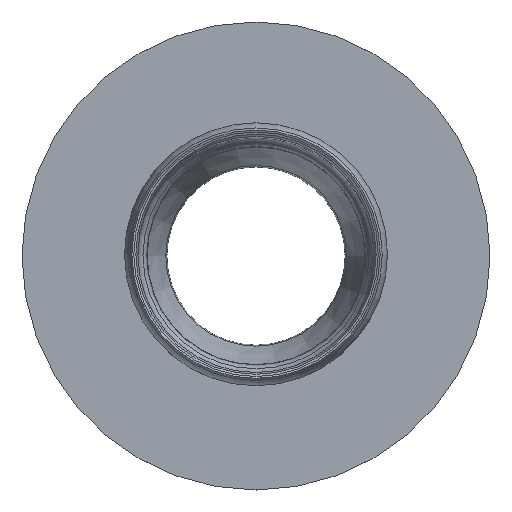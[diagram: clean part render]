
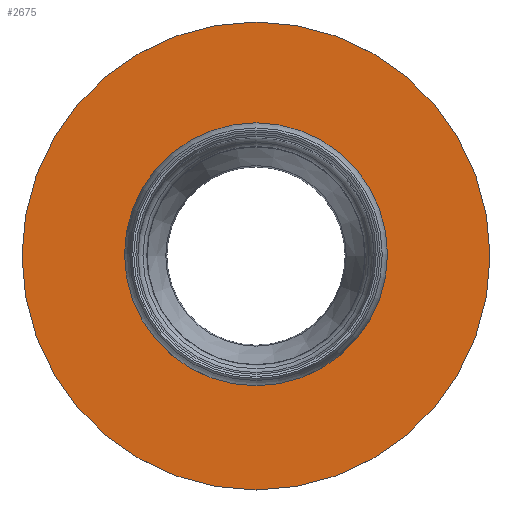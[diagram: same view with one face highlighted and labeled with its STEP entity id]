
A CAD part, top view. The second image highlights one B-rep face of the part: STEP entity #2675.
In plain terms, the highlighted planar face has unit normal (0, 0, 1).
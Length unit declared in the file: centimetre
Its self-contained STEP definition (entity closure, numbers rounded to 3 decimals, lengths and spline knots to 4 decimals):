
#533=FACE_BOUND('',#809,.T.);
#610=FACE_OUTER_BOUND('',#808,.T.);
#808=EDGE_LOOP('',(#2161));
#809=EDGE_LOOP('',(#2162));
#913=CIRCLE('',#2846,105.);
#922=CIRCLE('',#2861,54.9789);
#1234=VERTEX_POINT('',#6382);
#1242=VERTEX_POINT('',#6409);
#1544=EDGE_CURVE('',#1234,#1234,#913,.T.);
#1556=EDGE_CURVE('',#1242,#1242,#922,.T.);
#2161=ORIENTED_EDGE('',*,*,#1544,.F.);
#2162=ORIENTED_EDGE('',*,*,#1556,.T.);
#2598=PLANE('',#2863);
#2675=ADVANCED_FACE('',(#610,#533),#2598,.T.);
#2846=AXIS2_PLACEMENT_3D('',#6384,#3410,#3411);
#2861=AXIS2_PLACEMENT_3D('',#6410,#3443,#3444);
#2863=AXIS2_PLACEMENT_3D('',#6412,#3447,#3448);
#3410=DIRECTION('center_axis',(0.,0.,-1.));
#3411=DIRECTION('ref_axis',(1.,0.,0.));
#3443=DIRECTION('center_axis',(0.,0.,-1.));
#3444=DIRECTION('ref_axis',(1.,0.,0.));
#3447=DIRECTION('center_axis',(0.,0.,1.));
#3448=DIRECTION('ref_axis',(0.,-1.,0.));
#6382=CARTESIAN_POINT('',(385.3413,-389.6939,220.));
#6384=CARTESIAN_POINT('Origin',(490.3413,-389.6939,220.));
#6409=CARTESIAN_POINT('',(490.3413,-444.6728,220.));
#6410=CARTESIAN_POINT('Origin',(490.3413,-389.6939,220.));
#6412=CARTESIAN_POINT('Origin',(595.3413,-389.6939,220.));
